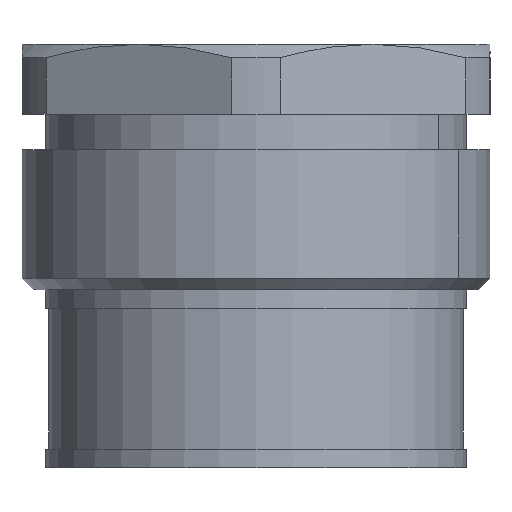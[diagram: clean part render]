
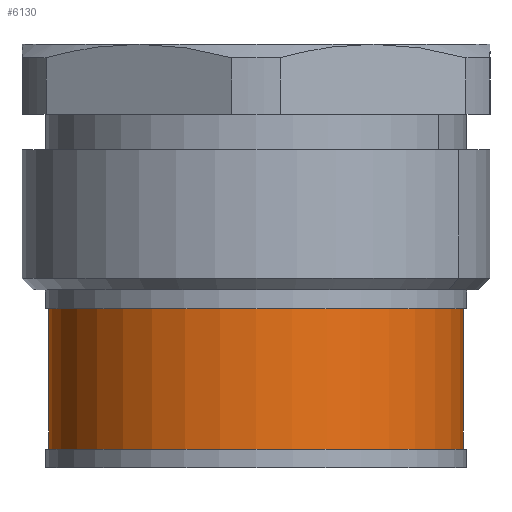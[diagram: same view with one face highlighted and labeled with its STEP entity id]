
A CAD part, front view. The second image highlights one B-rep face of the part: STEP entity #6130.
In plain terms, the highlighted cylindrical face has radius 8.85 mm (diameter 17.7 mm), a partial arc.
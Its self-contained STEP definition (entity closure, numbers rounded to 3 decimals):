
#3920=CARTESIAN_POINT('',(0.,0.,0.));
#3930=DIRECTION('',(0.,0.,1.));
#3940=DIRECTION('',(1.,0.,0.));
#3950=AXIS2_PLACEMENT_3D('',#3920,#3930,#3940);
#3960=CIRCLE('',#3950,8.85);
#3970=CARTESIAN_POINT('',(8.85,0.,0.));
#3980=VERTEX_POINT('',#3970);
#3990=CARTESIAN_POINT('',(-8.85,0.,0.));
#4000=VERTEX_POINT('',#3990);
#4030=EDGE_CURVE('',#4000,#3980,#3960,.T.);
#4350=CARTESIAN_POINT('',(0.,0.,6.));
#4360=DIRECTION('',(0.,0.,1.));
#4370=DIRECTION('',(1.,0.,0.));
#4380=AXIS2_PLACEMENT_3D('',#4350,#4360,#4370);
#4390=CIRCLE('',#4380,8.85);
#4400=CARTESIAN_POINT('',(8.85,0.,6.));
#4410=VERTEX_POINT('',#4400);
#4420=CARTESIAN_POINT('',(-8.85,0.,6.));
#4430=VERTEX_POINT('',#4420);
#4460=EDGE_CURVE('',#4430,#4410,#4390,.T.);
#5920=CARTESIAN_POINT('',(0.,0.,0.));
#5930=DIRECTION('',(0.,0.,1.));
#5940=DIRECTION('',(1.,0.,0.));
#5950=AXIS2_PLACEMENT_3D('',#5920,#5930,#5940);
#5960=CYLINDRICAL_SURFACE('',#5950,8.85);
#5970=CARTESIAN_POINT('',(8.85,0.,0.));
#5980=DIRECTION('',(0.,0.,1.));
#5990=VECTOR('',#5980,1.);
#6000=LINE('',#5970,#5990);
#6010=EDGE_CURVE('',#3980,#4410,#6000,.T.);
#6020=ORIENTED_EDGE('',*,*,#6010,.T.);
#6030=ORIENTED_EDGE('',*,*,#4030,.T.);
#6040=CARTESIAN_POINT('',(-8.85,0.,0.));
#6050=DIRECTION('',(0.,0.,1.));
#6060=VECTOR('',#6050,1.);
#6070=LINE('',#6040,#6060);
#6080=EDGE_CURVE('',#4000,#4430,#6070,.T.);
#6090=ORIENTED_EDGE('',*,*,#6080,.F.);
#6100=ORIENTED_EDGE('',*,*,#4460,.F.);
#6110=EDGE_LOOP('',(#6100,#6090,#6030,#6020));
#6120=FACE_OUTER_BOUND('',#6110,.T.);
#6130=ADVANCED_FACE('',(#6120),#5960,.T.);
